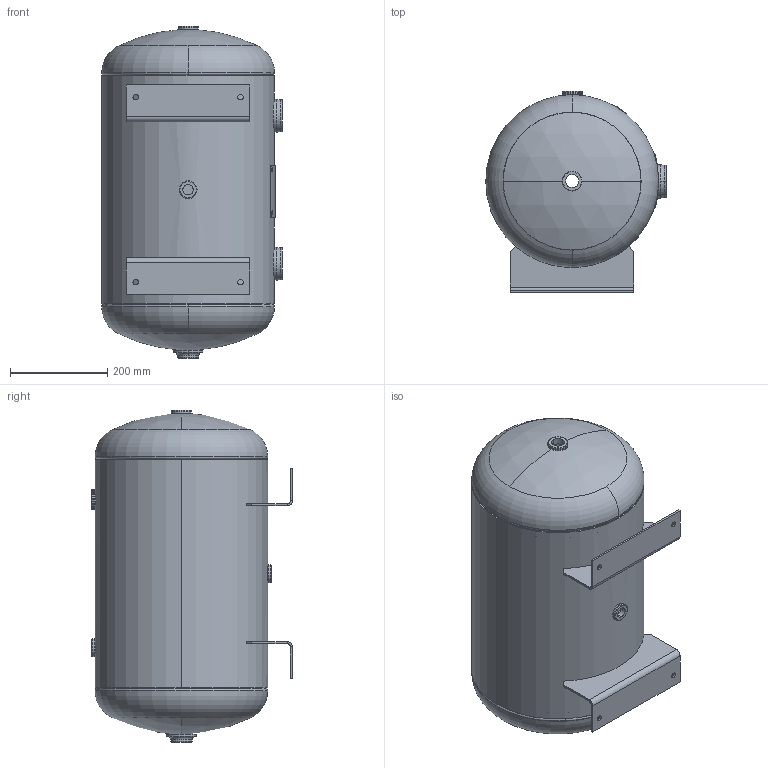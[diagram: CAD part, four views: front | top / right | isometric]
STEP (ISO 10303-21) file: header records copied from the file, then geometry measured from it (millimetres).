
FILE_DESCRIPTION (( 'STEP AP214' ), '1' );
FILE_NAME ('304940.STEP', '2024-03-20T21:19:59', ( '' ), ( '' ), 'SwSTEP 2.0', 'SolidWorks 2022', '' );
FILE_SCHEMA (( 'AUTOMOTIVE_DESIGN' ));
Length unit declared in the file: inch
Products named in the file (11): A84498; HEAD_14X094JOG; PHOENIX FLAT FLANGE_1000; NP-HOR_14; S36195; PHOENIX RAD FLANGE_150P957 OR; 304940-SL; 304940; PHOENIX FLAT FLANGE_0750; PHOENIX FLAT FLANGE_0500P393
Assembly tree (14 placements, depth 2):
  304940
    304940-SL
    HEAD_14X094JOG
    HEAD_14X094JOG
    PHOENIX RAD FLANGE_150P957 OR  x2
    PHOENIX FLAT FLANGE_1000
    PHOENIX FLAT FLANGE_0750  x2
    PHOENIX FLAT FLANGE_0500P393  x2
    A84498  x2
    S36195
    NP-HOR_14
Bounding box: 371.73 x 413.65 x 683.84 mm (x, y, z)
Volume: 2570577.4 mm3; surface area: 1899430 mm2
Topology: 14 solids, 14 shells, 296 faces, 638 edges, 380 vertices
Faces by surface type: torus 104, cylinder 96, plane 66, bspline 22, sphere 8
Full cylindrical faces by diameter (mm): 350.215 x1, 355.6 x1
Entity records: 12958 total; most frequent: CARTESIAN_POINT 7752, DIRECTION 1066, ORIENTED_EDGE 916, AXIS2_PLACEMENT_3D 478, EDGE_CURVE 458, VERTEX_POINT 274, CIRCLE 274, EDGE_LOOP 248
